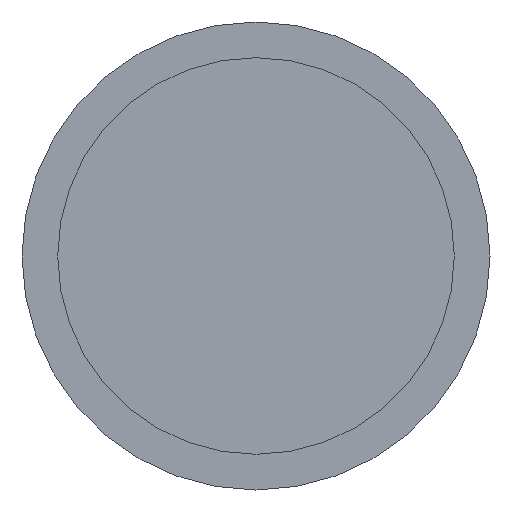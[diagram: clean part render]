
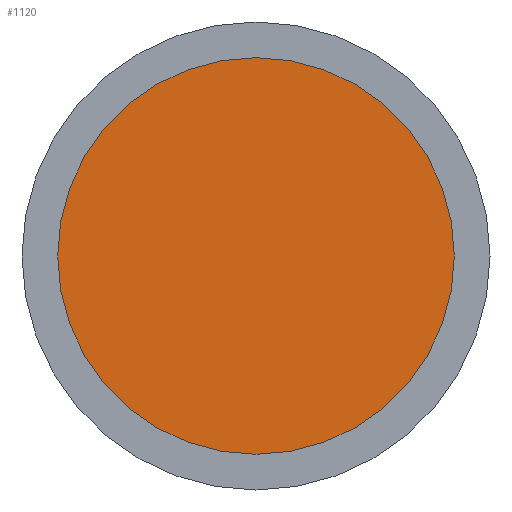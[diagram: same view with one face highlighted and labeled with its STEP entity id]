
A CAD part, front view. The second image highlights one B-rep face of the part: STEP entity #1120.
In plain terms, the highlighted planar face has unit normal (0, -1, 0).
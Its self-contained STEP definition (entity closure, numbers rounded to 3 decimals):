
#27 = PLANE ( 'NONE',  #2189 ) ;
#453 = CARTESIAN_POINT ( 'NONE',  ( 0., 0., 0. ) ) ;
#660 = CARTESIAN_POINT ( 'NONE',  ( 0., 0., -25. ) ) ;
#755 = ORIENTED_EDGE ( 'NONE', *, *, #2809, .T. ) ;
#891 = DIRECTION ( 'NONE',  ( 0., 0., 1. ) ) ;
#1074 = FACE_OUTER_BOUND ( 'NONE', #2129, .T. ) ;
#1105 = DIRECTION ( 'NONE',  ( 0., -1., 0. ) ) ;
#1120 = ADVANCED_FACE ( 'NONE', ( #1074 ), #27, .T. ) ;
#1171 = VERTEX_POINT ( 'NONE', #660 ) ;
#1225 = DIRECTION ( 'NONE',  ( 0., 0., 1. ) ) ;
#1290 = CARTESIAN_POINT ( 'NONE',  ( -25.464, 0., -25. ) ) ;
#1535 = CIRCLE ( 'NONE', #1905, 25. ) ;
#1751 = DIRECTION ( 'NONE',  ( 1., 0., 0. ) ) ;
#1791 = CARTESIAN_POINT ( 'NONE',  ( 0., 0., 25. ) ) ;
#1905 = AXIS2_PLACEMENT_3D ( 'NONE', #2764, #2311, #1225 ) ;
#1938 = VERTEX_POINT ( 'NONE', #1791 ) ;
#2082 = ORIENTED_EDGE ( 'NONE', *, *, #2439, .T. ) ;
#2129 = EDGE_LOOP ( 'NONE', ( #755, #2082 ) ) ;
#2189 = AXIS2_PLACEMENT_3D ( 'NONE', #1290, #1105, #1751 ) ;
#2311 = DIRECTION ( 'NONE',  ( 0., -1., 0. ) ) ;
#2439 = EDGE_CURVE ( 'NONE', #1171, #1938, #2564, .T. ) ;
#2564 = CIRCLE ( 'NONE', #2791, 25. ) ;
#2634 = DIRECTION ( 'NONE',  ( 0., -1., 0. ) ) ;
#2764 = CARTESIAN_POINT ( 'NONE',  ( 0., 0., 0. ) ) ;
#2791 = AXIS2_PLACEMENT_3D ( 'NONE', #453, #2634, #891 ) ;
#2809 = EDGE_CURVE ( 'NONE', #1938, #1171, #1535, .T. ) ;
